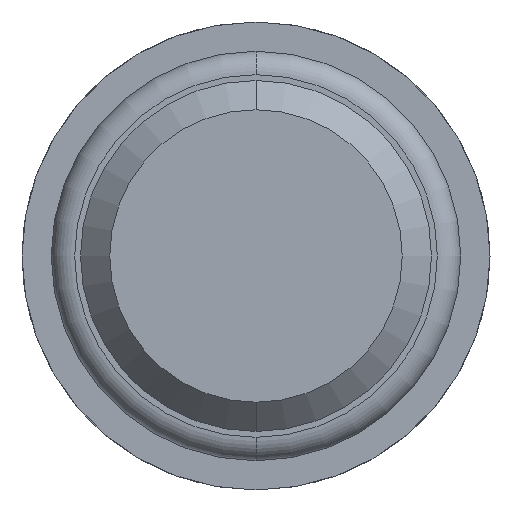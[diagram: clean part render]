
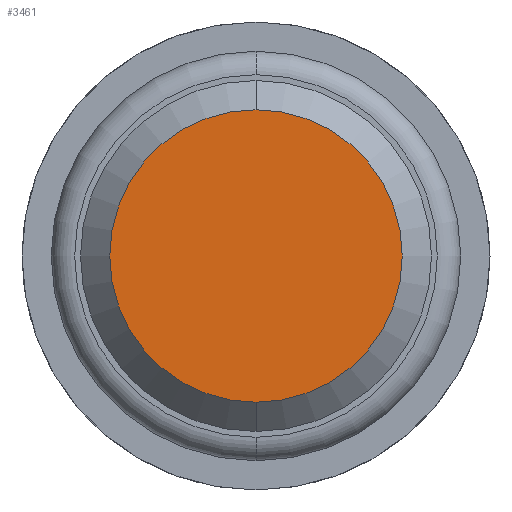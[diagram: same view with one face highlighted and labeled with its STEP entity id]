
A CAD part, front view. The second image highlights one B-rep face of the part: STEP entity #3461.
In plain terms, the highlighted planar face has unit normal (0, -1, 0).
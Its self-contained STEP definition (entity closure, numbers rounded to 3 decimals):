
#152 = DIRECTION ( 'NONE',  ( 0., 0., 1. ) ) ;
#721 = EDGE_CURVE ( 'Defeature ausgef�hrt3_4+Defeature ausgef�hrt3_3+Defeature ausgef�hrt3_3+Defeature ausgef�hrt3_3', #2752, #2477, #1264, .T. ) ;
#809 = PLANE ( 'NONE',  #2834 ) ;
#811 = EDGE_LOOP ( 'NONE', ( #2356, #4415 ) ) ;
#855 = FACE_OUTER_BOUND ( 'NONE', #811, .T. ) ;
#1264 = CIRCLE ( 'NONE', #4474, 1.25 ) ;
#1387 = CARTESIAN_POINT ( 'NONE',  ( 0., -34.6, 1.25 ) ) ;
#1407 = EDGE_CURVE ( 'Defeature ausgef�hrt3_4+Defeature ausgef�hrt3_3+Defeature ausgef�hrt3_3+Defeature ausgef�hrt3_3', #2477, #2752, #2072, .T. ) ;
#2072 = CIRCLE ( 'NONE', #2753, 1.25 ) ;
#2356 = ORIENTED_EDGE ( 'NONE', *, *, #1407, .T. ) ;
#2369 = DIRECTION ( 'NONE',  ( 0., -1., 0. ) ) ;
#2477 = VERTEX_POINT ( 'NONE', #1387 ) ;
#2527 = CARTESIAN_POINT ( 'NONE',  ( 0., -34.6, 0. ) ) ;
#2742 = CARTESIAN_POINT ( 'NONE',  ( 0., -34.6, 0. ) ) ;
#2752 = VERTEX_POINT ( 'NONE', #2938 ) ;
#2753 = AXIS2_PLACEMENT_3D ( 'NONE', #4030, #4454, #152 ) ;
#2834 = AXIS2_PLACEMENT_3D ( 'NONE', #2527, #5469, #2968 ) ;
#2938 = CARTESIAN_POINT ( 'NONE',  ( 0., -34.6, -1.25 ) ) ;
#2968 = DIRECTION ( 'NONE',  ( 0., 0., 1. ) ) ;
#3461 = ADVANCED_FACE ( 'Defeature ausgef�hrt3_4', ( #855 ), #809, .F. ) ;
#4030 = CARTESIAN_POINT ( 'NONE',  ( 0., -34.6, 0. ) ) ;
#4040 = DIRECTION ( 'NONE',  ( 0., 0., 1. ) ) ;
#4415 = ORIENTED_EDGE ( 'NONE', *, *, #721, .T. ) ;
#4454 = DIRECTION ( 'NONE',  ( 0., -1., 0. ) ) ;
#4474 = AXIS2_PLACEMENT_3D ( 'NONE', #2742, #2369, #4040 ) ;
#5469 = DIRECTION ( 'NONE',  ( 0., 1., 0. ) ) ;
